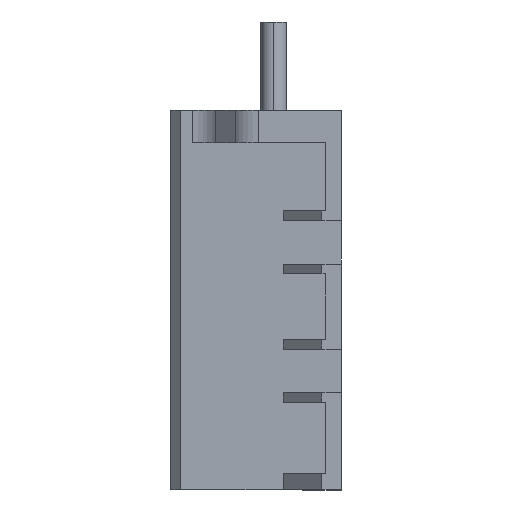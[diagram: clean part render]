
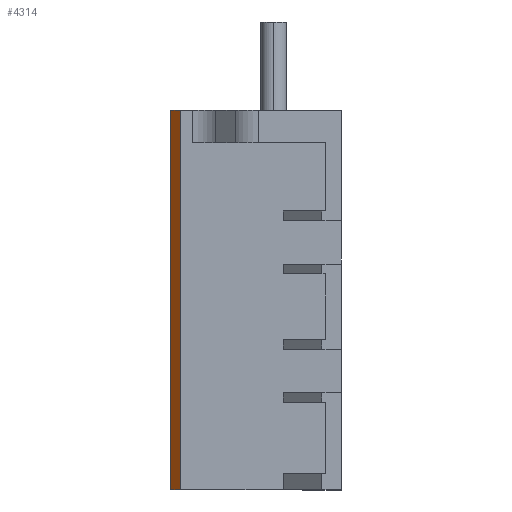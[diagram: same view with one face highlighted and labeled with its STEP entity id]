
A CAD part, left-side view. The second image highlights one B-rep face of the part: STEP entity #4314.
In plain terms, the highlighted planar face has unit normal (-0.707, 0.707, 0).
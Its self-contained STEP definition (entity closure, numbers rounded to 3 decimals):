
#23 = LINE ( 'NONE', #1804, #884 ) ;
#55 = VERTEX_POINT ( 'NONE', #1753 ) ;
#512 = DIRECTION ( 'NONE',  ( 0.707, -0.707, 0. ) ) ;
#623 = EDGE_CURVE ( 'NONE', #3292, #3646, #1249, .T. ) ;
#760 = CARTESIAN_POINT ( 'NONE',  ( 0., -3., 118. ) ) ;
#884 = VECTOR ( 'NONE', #4387, 1000. ) ;
#980 = VERTEX_POINT ( 'NONE', #1600 ) ;
#1198 = CARTESIAN_POINT ( 'NONE',  ( 3., 0., 0. ) ) ;
#1249 = LINE ( 'NONE', #1688, #3672 ) ;
#1317 = EDGE_CURVE ( 'NONE', #55, #980, #23, .T. ) ;
#1357 = VECTOR ( 'NONE', #2104, 1000. ) ;
#1372 = LINE ( 'NONE', #2815, #1357 ) ;
#1440 = VECTOR ( 'NONE', #2038, 1000. ) ;
#1531 = EDGE_CURVE ( 'NONE', #980, #3292, #2438, .T. ) ;
#1533 = AXIS2_PLACEMENT_3D ( 'NONE', #1198, #512, #1535 ) ;
#1535 = DIRECTION ( 'NONE',  ( 0., 0., 1. ) ) ;
#1567 = EDGE_LOOP ( 'NONE', ( #3626, #4070, #2274, #4181 ) ) ;
#1589 = EDGE_CURVE ( 'NONE', #3646, #55, #1372, .T. ) ;
#1600 = CARTESIAN_POINT ( 'NONE',  ( 3., 0., 118. ) ) ;
#1688 = CARTESIAN_POINT ( 'NONE',  ( 0., -3., 0. ) ) ;
#1703 = CARTESIAN_POINT ( 'NONE',  ( -25., -28., 118. ) ) ;
#1753 = CARTESIAN_POINT ( 'NONE',  ( 3., 0., 0. ) ) ;
#1804 = CARTESIAN_POINT ( 'NONE',  ( 3., 0., 0. ) ) ;
#2038 = DIRECTION ( 'NONE',  ( -0.707, -0.707, 0. ) ) ;
#2050 = DIRECTION ( 'NONE',  ( 0., 0., -1. ) ) ;
#2104 = DIRECTION ( 'NONE',  ( 0.707, 0.707, 0. ) ) ;
#2262 = PLANE ( 'NONE',  #1533 ) ;
#2274 = ORIENTED_EDGE ( 'NONE', *, *, #1589, .F. ) ;
#2438 = LINE ( 'NONE', #1703, #1440 ) ;
#2815 = CARTESIAN_POINT ( 'NONE',  ( -25., -28., 0. ) ) ;
#2911 = CARTESIAN_POINT ( 'NONE',  ( 0., -3., 0. ) ) ;
#3292 = VERTEX_POINT ( 'NONE', #760 ) ;
#3626 = ORIENTED_EDGE ( 'NONE', *, *, #1531, .F. ) ;
#3646 = VERTEX_POINT ( 'NONE', #2911 ) ;
#3672 = VECTOR ( 'NONE', #2050, 1000. ) ;
#4070 = ORIENTED_EDGE ( 'NONE', *, *, #1317, .F. ) ;
#4181 = ORIENTED_EDGE ( 'NONE', *, *, #623, .F. ) ;
#4314 = ADVANCED_FACE ( 'NONE', ( #4446 ), #2262, .F. ) ;
#4387 = DIRECTION ( 'NONE',  ( 0., 0., 1. ) ) ;
#4446 = FACE_OUTER_BOUND ( 'NONE', #1567, .T. ) ;
